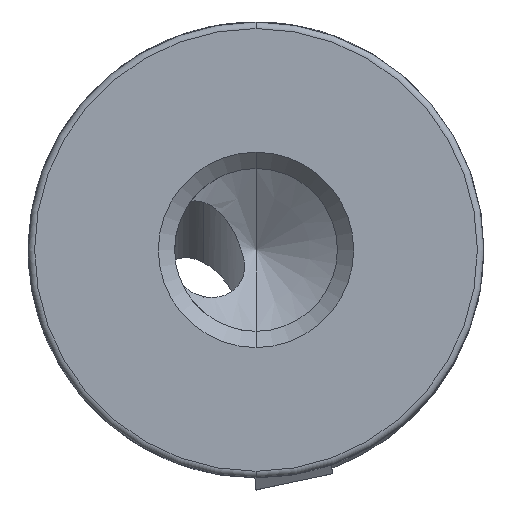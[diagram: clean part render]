
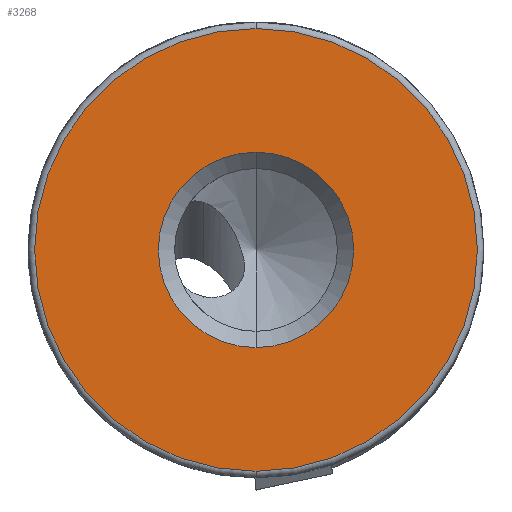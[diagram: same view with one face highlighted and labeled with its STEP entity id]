
A CAD part, left-side view. The second image highlights one B-rep face of the part: STEP entity #3268.
In plain terms, the highlighted planar face has unit normal (-1, 0, 0).
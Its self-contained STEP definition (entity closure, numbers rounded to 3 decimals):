
#78 = CIRCLE ( 'NONE', #598, 3. ) ;
#360 = EDGE_CURVE ( 'NONE', #1018, #1495, #2316, .T. ) ;
#598 = AXIS2_PLACEMENT_3D ( 'NONE', #1457, #807, #3244 ) ;
#807 = DIRECTION ( 'NONE',  ( -1., 0., 0. ) ) ;
#838 = AXIS2_PLACEMENT_3D ( 'NONE', #1342, #3406, #3070 ) ;
#1018 = VERTEX_POINT ( 'NONE', #3200 ) ;
#1088 = FACE_OUTER_BOUND ( 'NONE', #4393, .T. ) ;
#1263 = DIRECTION ( 'NONE',  ( -1., 0., 0. ) ) ;
#1342 = CARTESIAN_POINT ( 'NONE',  ( -23., 0., 7.375 ) ) ;
#1426 = EDGE_CURVE ( 'NONE', #1495, #1018, #2583, .T. ) ;
#1457 = CARTESIAN_POINT ( 'NONE',  ( -23., 0., 7.375 ) ) ;
#1495 = VERTEX_POINT ( 'NONE', #4048 ) ;
#1508 = EDGE_CURVE ( 'NONE', #2498, #3730, #1998, .T. ) ;
#1546 = ORIENTED_EDGE ( 'NONE', *, *, #2684, .F. ) ;
#1625 = DIRECTION ( 'NONE',  ( -1., 0., 0. ) ) ;
#1694 = DIRECTION ( 'NONE',  ( 1., 0., 0. ) ) ;
#1908 = FACE_BOUND ( 'NONE', #3248, .T. ) ;
#1998 = CIRCLE ( 'NONE', #3284, 3. ) ;
#2184 = ORIENTED_EDGE ( 'NONE', *, *, #1508, .F. ) ;
#2316 = CIRCLE ( 'NONE', #838, 6.8 ) ;
#2378 = AXIS2_PLACEMENT_3D ( 'NONE', #3679, #1625, #4025 ) ;
#2498 = VERTEX_POINT ( 'NONE', #3361 ) ;
#2583 = CIRCLE ( 'NONE', #2378, 6.8 ) ;
#2684 = EDGE_CURVE ( 'NONE', #3730, #2498, #78, .T. ) ;
#2982 = AXIS2_PLACEMENT_3D ( 'NONE', #3080, #1694, #4108 ) ;
#3070 = DIRECTION ( 'NONE',  ( 0., 0., -1. ) ) ;
#3080 = CARTESIAN_POINT ( 'NONE',  ( -23., 0., 0.375 ) ) ;
#3200 = CARTESIAN_POINT ( 'NONE',  ( -23., 0., 14.175 ) ) ;
#3244 = DIRECTION ( 'NONE',  ( 0., 0., 1. ) ) ;
#3248 = EDGE_LOOP ( 'NONE', ( #1546, #2184 ) ) ;
#3268 = ADVANCED_FACE ( 'NONE', ( #1088, #1908 ), #3756, .F. ) ;
#3284 = AXIS2_PLACEMENT_3D ( 'NONE', #3333, #1263, #3673 ) ;
#3333 = CARTESIAN_POINT ( 'NONE',  ( -23., 0., 7.375 ) ) ;
#3361 = CARTESIAN_POINT ( 'NONE',  ( -23., 0., 4.375 ) ) ;
#3406 = DIRECTION ( 'NONE',  ( -1., 0., 0. ) ) ;
#3427 = ORIENTED_EDGE ( 'NONE', *, *, #1426, .T. ) ;
#3579 = CARTESIAN_POINT ( 'NONE',  ( -23., 0., 10.375 ) ) ;
#3673 = DIRECTION ( 'NONE',  ( 0., 0., 1. ) ) ;
#3679 = CARTESIAN_POINT ( 'NONE',  ( -23., 0., 7.375 ) ) ;
#3730 = VERTEX_POINT ( 'NONE', #3579 ) ;
#3756 = PLANE ( 'NONE',  #2982 ) ;
#4025 = DIRECTION ( 'NONE',  ( 0., 0., -1. ) ) ;
#4048 = CARTESIAN_POINT ( 'NONE',  ( -23., 0., 0.575 ) ) ;
#4108 = DIRECTION ( 'NONE',  ( 0., 0., -1. ) ) ;
#4210 = ORIENTED_EDGE ( 'NONE', *, *, #360, .T. ) ;
#4393 = EDGE_LOOP ( 'NONE', ( #3427, #4210 ) ) ;
